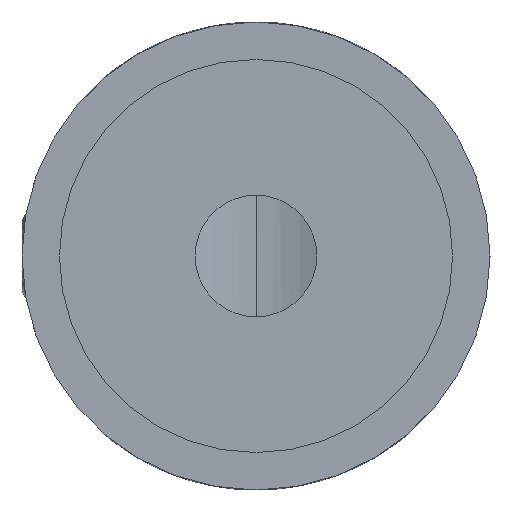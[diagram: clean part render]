
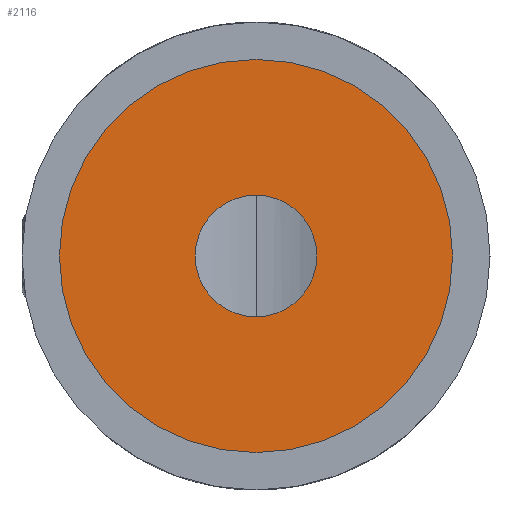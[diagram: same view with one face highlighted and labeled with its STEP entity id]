
A CAD part, left-side view. The second image highlights one B-rep face of the part: STEP entity #2116.
In plain terms, the highlighted planar face has unit normal (-1, 0, 0).
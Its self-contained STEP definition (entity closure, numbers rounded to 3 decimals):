
#46 = EDGE_CURVE ( 'NONE', #1019, #1163, #2148, .T. ) ;
#58 = CIRCLE ( 'NONE', #2034, 10.5 ) ;
#69 = CARTESIAN_POINT ( 'NONE',  ( 2.1, 0., -10.5 ) ) ;
#80 = CARTESIAN_POINT ( 'NONE',  ( 2.1, 0., 10.5 ) ) ;
#281 = CARTESIAN_POINT ( 'NONE',  ( 2.1, 0., 0. ) ) ;
#303 = VERTEX_POINT ( 'NONE', #80 ) ;
#363 = FACE_BOUND ( 'NONE', #1060, .T. ) ;
#386 = DIRECTION ( 'NONE',  ( 1., 0., 0. ) ) ;
#480 = ORIENTED_EDGE ( 'NONE', *, *, #694, .F. ) ;
#534 = FACE_OUTER_BOUND ( 'NONE', #1781, .T. ) ;
#567 = AXIS2_PLACEMENT_3D ( 'NONE', #2228, #2021, #2235 ) ;
#692 = DIRECTION ( 'NONE',  ( 0., 0., 1. ) ) ;
#694 = EDGE_CURVE ( 'NONE', #1163, #1019, #1094, .T. ) ;
#703 = DIRECTION ( 'NONE',  ( -1., 0., 0. ) ) ;
#757 = AXIS2_PLACEMENT_3D ( 'NONE', #281, #1335, #692 ) ;
#858 = DIRECTION ( 'NONE',  ( 0., 0., 1. ) ) ;
#1019 = VERTEX_POINT ( 'NONE', #1900 ) ;
#1060 = EDGE_LOOP ( 'NONE', ( #2145, #480 ) ) ;
#1094 = CIRCLE ( 'NONE', #1924, 3.25 ) ;
#1133 = CARTESIAN_POINT ( 'NONE',  ( 2.1, 0., 0. ) ) ;
#1163 = VERTEX_POINT ( 'NONE', #1545 ) ;
#1178 = EDGE_CURVE ( 'NONE', #303, #2163, #58, .T. ) ;
#1199 = EDGE_CURVE ( 'NONE', #2163, #303, #1219, .T. ) ;
#1219 = CIRCLE ( 'NONE', #567, 10.5 ) ;
#1273 = ORIENTED_EDGE ( 'NONE', *, *, #1199, .T. ) ;
#1335 = DIRECTION ( 'NONE',  ( -1., 0., 0. ) ) ;
#1545 = CARTESIAN_POINT ( 'NONE',  ( 2.1, 0., -3.25 ) ) ;
#1781 = EDGE_LOOP ( 'NONE', ( #2684, #1273 ) ) ;
#1900 = CARTESIAN_POINT ( 'NONE',  ( 2.1, 0., 3.25 ) ) ;
#1924 = AXIS2_PLACEMENT_3D ( 'NONE', #2597, #2181, #858 ) ;
#2021 = DIRECTION ( 'NONE',  ( -1., 0., 0. ) ) ;
#2034 = AXIS2_PLACEMENT_3D ( 'NONE', #1133, #703, #2659 ) ;
#2116 = ADVANCED_FACE ( 'NONE', ( #363, #534 ), #2595, .F. ) ;
#2126 = DIRECTION ( 'NONE',  ( 0., 0., -1. ) ) ;
#2145 = ORIENTED_EDGE ( 'NONE', *, *, #46, .F. ) ;
#2148 = CIRCLE ( 'NONE', #757, 3.25 ) ;
#2163 = VERTEX_POINT ( 'NONE', #69 ) ;
#2181 = DIRECTION ( 'NONE',  ( -1., 0., 0. ) ) ;
#2228 = CARTESIAN_POINT ( 'NONE',  ( 2.1, 0., 0. ) ) ;
#2235 = DIRECTION ( 'NONE',  ( 0., 0., 1. ) ) ;
#2324 = AXIS2_PLACEMENT_3D ( 'NONE', #2768, #386, #2126 ) ;
#2595 = PLANE ( 'NONE',  #2324 ) ;
#2597 = CARTESIAN_POINT ( 'NONE',  ( 2.1, 0., 0. ) ) ;
#2659 = DIRECTION ( 'NONE',  ( 0., 0., 1. ) ) ;
#2684 = ORIENTED_EDGE ( 'NONE', *, *, #1178, .T. ) ;
#2768 = CARTESIAN_POINT ( 'NONE',  ( 2.1, 3.25, 0. ) ) ;
